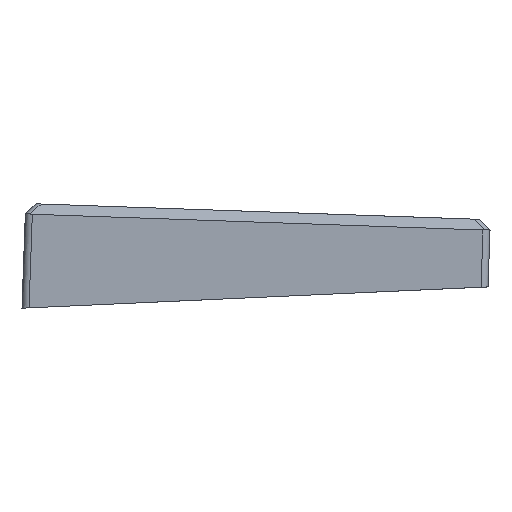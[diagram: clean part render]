
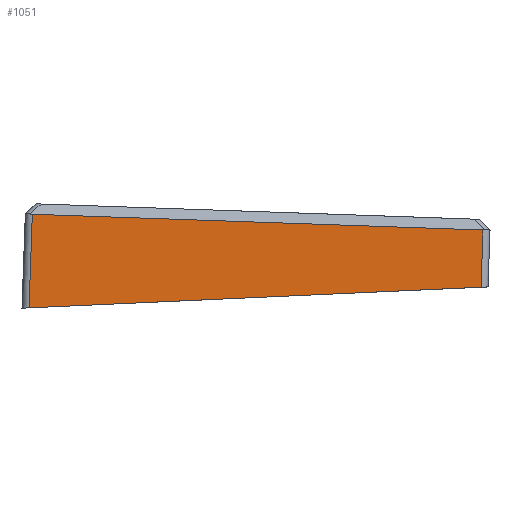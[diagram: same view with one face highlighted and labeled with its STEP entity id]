
A CAD part, left-side view. The second image highlights one B-rep face of the part: STEP entity #1051.
In plain terms, the highlighted planar face has unit normal (-1, 0, 0).
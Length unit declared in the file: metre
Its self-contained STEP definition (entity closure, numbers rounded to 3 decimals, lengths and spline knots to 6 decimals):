
#137=ORIENTED_EDGE('',*,*,#425,.T.);
#138=ORIENTED_EDGE('',*,*,#430,.T.);
#139=ORIENTED_EDGE('',*,*,#431,.T.);
#140=ORIENTED_EDGE('',*,*,#432,.T.);
#425=EDGE_CURVE('',#572,#571,#665,.T.);
#430=EDGE_CURVE('',#571,#575,#667,.T.);
#431=EDGE_CURVE('',#575,#576,#668,.T.);
#432=EDGE_CURVE('',#576,#572,#669,.F.);
#571=VERTEX_POINT('',#1647);
#572=VERTEX_POINT('',#1649);
#575=VERTEX_POINT('',#1658);
#576=VERTEX_POINT('',#1660);
#665=LINE('',#1648,#780);
#667=LINE('',#1657,#782);
#668=LINE('',#1659,#783);
#669=LINE('',#1661,#784);
#780=VECTOR('',#1303,1.);
#782=VECTOR('',#1313,1.);
#783=VECTOR('',#1314,1.);
#784=VECTOR('',#1315,1.);
#861=EDGE_LOOP('',(#137,#138,#139,#140));
#936=FACE_BOUND('',#861,.T.);
#1004=PLANE('',#1141);
#1051=ADVANCED_FACE('',(#936),#1004,.F.);
#1141=AXIS2_PLACEMENT_3D('',#1656,#1311,#1312);
#1303=DIRECTION('',(0.,-0.999,0.046));
#1311=DIRECTION('',(1.,0.,0.));
#1312=DIRECTION('',(0.,0.,-1.));
#1313=DIRECTION('',(0.,-0.035,0.999));
#1314=DIRECTION('',(0.,0.999,0.035));
#1315=DIRECTION('',(0.,-0.035,0.999));
#1647=CARTESIAN_POINT('',(-0.157275,-0.06423,-0.0074));
#1648=CARTESIAN_POINT('',(-0.157275,0.000177,-0.010334));
#1649=CARTESIAN_POINT('',(-0.157275,0.064503,-0.013265));
#1656=CARTESIAN_POINT('',(-0.157275,0.000154,-0.010832));
#1657=CARTESIAN_POINT('',(-0.157275,-0.064786,0.008534));
#1658=CARTESIAN_POINT('',(-0.157275,-0.0648,0.008913));
#1659=CARTESIAN_POINT('',(-0.157275,0.065571,0.013466));
#1660=CARTESIAN_POINT('',(-0.157275,0.063572,0.013396));
#1661=CARTESIAN_POINT('',(-0.157275,0.064328,-0.00826));
